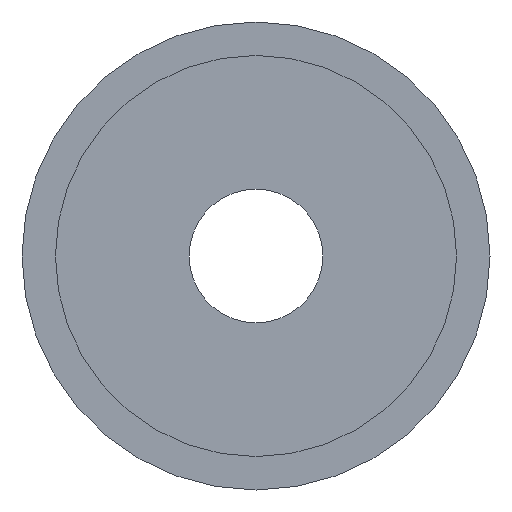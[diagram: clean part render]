
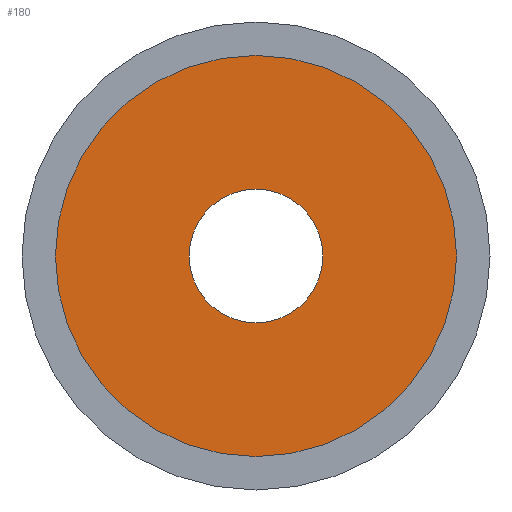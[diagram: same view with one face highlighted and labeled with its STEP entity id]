
A CAD part, front view. The second image highlights one B-rep face of the part: STEP entity #180.
In plain terms, the highlighted planar face has unit normal (0, -1, 0).
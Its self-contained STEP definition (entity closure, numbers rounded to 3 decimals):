
#16 = DIRECTION ( 'NONE',  ( 0., -1., 0. ) ) ;
#22 = ORIENTED_EDGE ( 'NONE', *, *, #79, .T. ) ;
#26 = CARTESIAN_POINT ( 'NONE',  ( 0., -10.3, -3. ) ) ;
#64 = DIRECTION ( 'NONE',  ( 0., 0., -1. ) ) ;
#69 = CARTESIAN_POINT ( 'NONE',  ( 0., -10.3, 0. ) ) ;
#79 = EDGE_CURVE ( 'NONE', #360, #481, #553, .T. ) ;
#88 = CIRCLE ( 'NONE', #201, 1. ) ;
#97 = EDGE_LOOP ( 'NONE', ( #22, #181 ) ) ;
#111 = AXIS2_PLACEMENT_3D ( 'NONE', #69, #475, #509 ) ;
#138 = CIRCLE ( 'NONE', #143, 1. ) ;
#143 = AXIS2_PLACEMENT_3D ( 'NONE', #384, #165, #552 ) ;
#157 = AXIS2_PLACEMENT_3D ( 'NONE', #377, #379, #425 ) ;
#165 = DIRECTION ( 'NONE',  ( 0., -1., 0. ) ) ;
#170 = VERTEX_POINT ( 'NONE', #330 ) ;
#172 = CIRCLE ( 'NONE', #111, 3. ) ;
#176 = VERTEX_POINT ( 'NONE', #508 ) ;
#180 = ADVANCED_FACE ( 'NONE', ( #183, #401 ), #327, .T. ) ;
#181 = ORIENTED_EDGE ( 'NONE', *, *, #408, .T. ) ;
#183 = FACE_OUTER_BOUND ( 'NONE', #97, .T. ) ;
#185 = AXIS2_PLACEMENT_3D ( 'NONE', #492, #16, #323 ) ;
#197 = ORIENTED_EDGE ( 'NONE', *, *, #442, .F. ) ;
#201 = AXIS2_PLACEMENT_3D ( 'NONE', #460, #539, #64 ) ;
#318 = EDGE_CURVE ( 'NONE', #170, #176, #88, .T. ) ;
#323 = DIRECTION ( 'NONE',  ( 0., 0., -1. ) ) ;
#327 = PLANE ( 'NONE',  #157 ) ;
#330 = CARTESIAN_POINT ( 'NONE',  ( 0., -10.3, 1. ) ) ;
#355 = ORIENTED_EDGE ( 'NONE', *, *, #318, .F. ) ;
#360 = VERTEX_POINT ( 'NONE', #26 ) ;
#377 = CARTESIAN_POINT ( 'NONE',  ( 1., -10.3, 0. ) ) ;
#379 = DIRECTION ( 'NONE',  ( 0., -1., 0. ) ) ;
#384 = CARTESIAN_POINT ( 'NONE',  ( 0., -10.3, 0. ) ) ;
#401 = FACE_BOUND ( 'NONE', #434, .T. ) ;
#408 = EDGE_CURVE ( 'NONE', #481, #360, #172, .T. ) ;
#425 = DIRECTION ( 'NONE',  ( 0., 0., -1. ) ) ;
#434 = EDGE_LOOP ( 'NONE', ( #197, #355 ) ) ;
#442 = EDGE_CURVE ( 'NONE', #176, #170, #138, .T. ) ;
#460 = CARTESIAN_POINT ( 'NONE',  ( 0., -10.3, 0. ) ) ;
#475 = DIRECTION ( 'NONE',  ( 0., -1., 0. ) ) ;
#481 = VERTEX_POINT ( 'NONE', #517 ) ;
#492 = CARTESIAN_POINT ( 'NONE',  ( 0., -10.3, 0. ) ) ;
#508 = CARTESIAN_POINT ( 'NONE',  ( 0., -10.3, -1. ) ) ;
#509 = DIRECTION ( 'NONE',  ( 0., 0., -1. ) ) ;
#517 = CARTESIAN_POINT ( 'NONE',  ( 0., -10.3, 3. ) ) ;
#539 = DIRECTION ( 'NONE',  ( 0., -1., 0. ) ) ;
#552 = DIRECTION ( 'NONE',  ( 0., 0., -1. ) ) ;
#553 = CIRCLE ( 'NONE', #185, 3. ) ;
